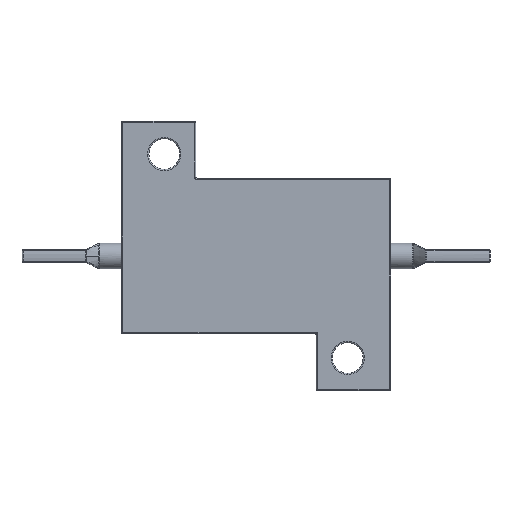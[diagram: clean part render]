
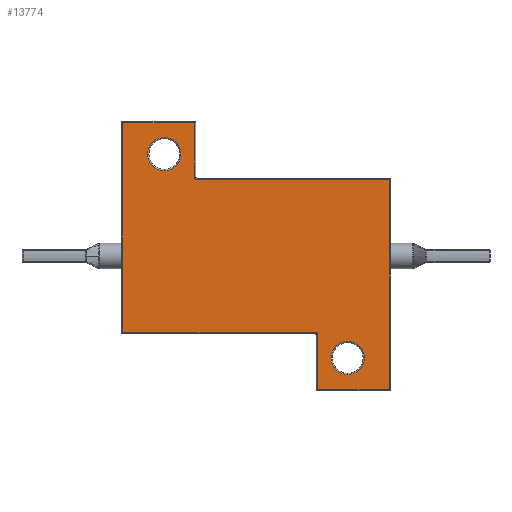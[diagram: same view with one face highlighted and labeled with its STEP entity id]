
A CAD part, front view. The second image highlights one B-rep face of the part: STEP entity #13774.
In plain terms, the highlighted planar face has unit normal (0, -1, 0).
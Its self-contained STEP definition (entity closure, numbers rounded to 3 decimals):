
#62 = CIRCLE ( 'NONE', #14117, 1.3 ) ;
#116 = ORIENTED_EDGE ( 'NONE', *, *, #2062, .T. ) ;
#158 = CARTESIAN_POINT ( 'NONE',  ( -7.15, 0., 7.95 ) ) ;
#175 = ORIENTED_EDGE ( 'NONE', *, *, #12524, .T. ) ;
#226 = CARTESIAN_POINT ( 'NONE',  ( 7.15, 0., -9.25 ) ) ;
#242 = CARTESIAN_POINT ( 'NONE',  ( -10.5, 0., -10.4 ) ) ;
#252 = VERTEX_POINT ( 'NONE', #5494 ) ;
#263 = VERTEX_POINT ( 'NONE', #16169 ) ;
#351 = DIRECTION ( 'NONE',  ( 1., 0., 0. ) ) ;
#369 = ORIENTED_EDGE ( 'NONE', *, *, #19205, .T. ) ;
#501 = CIRCLE ( 'NONE', #7520, 1.3 ) ;
#615 = DIRECTION ( 'NONE',  ( 0., 0., -1. ) ) ;
#873 = CARTESIAN_POINT ( 'NONE',  ( 4.8, 0., 6.05 ) ) ;
#1158 = DIRECTION ( 'NONE',  ( 0., -1., 0. ) ) ;
#1169 = EDGE_LOOP ( 'NONE', ( #4618, #11144, #175, #369, #11888, #10233, #12924, #13859, #12379 ) ) ;
#1291 = EDGE_CURVE ( 'NONE', #263, #21106, #6552, .T. ) ;
#1330 = CIRCLE ( 'NONE', #14649, 1.3 ) ;
#2035 = EDGE_CURVE ( 'NONE', #7185, #18016, #19025, .T. ) ;
#2062 = EDGE_CURVE ( 'NONE', #17473, #263, #4236, .T. ) ;
#2192 = VERTEX_POINT ( 'NONE', #21138 ) ;
#2687 = CARTESIAN_POINT ( 'NONE',  ( -7.15, 0., 7.95 ) ) ;
#2771 = VERTEX_POINT ( 'NONE', #16959 ) ;
#3531 = LINE ( 'NONE', #8825, #11576 ) ;
#3675 = CARTESIAN_POINT ( 'NONE',  ( -7.15, 0., 7.95 ) ) ;
#4003 = CARTESIAN_POINT ( 'NONE',  ( -7.15, 0., 6.65 ) ) ;
#4236 = CIRCLE ( 'NONE', #17198, 1.3 ) ;
#4296 = VECTOR ( 'NONE', #11547, 1000. ) ;
#4526 = DIRECTION ( 'NONE',  ( 0., 1., 0. ) ) ;
#4618 = ORIENTED_EDGE ( 'NONE', *, *, #2035, .F. ) ;
#4822 = DIRECTION ( 'NONE',  ( 0., 0., -1. ) ) ;
#5180 = DIRECTION ( 'NONE',  ( 0., 0., 1. ) ) ;
#5494 = CARTESIAN_POINT ( 'NONE',  ( 10.4, 0., -10.4 ) ) ;
#5507 = DIRECTION ( 'NONE',  ( 0., 0., -1. ) ) ;
#5519 = VERTEX_POINT ( 'NONE', #4003 ) ;
#5804 = EDGE_LOOP ( 'NONE', ( #12463, #13914, #14654 ) ) ;
#6147 = VECTOR ( 'NONE', #19009, 1000. ) ;
#6311 = VERTEX_POINT ( 'NONE', #6985 ) ;
#6416 = DIRECTION ( 'NONE',  ( 0., 0., -1. ) ) ;
#6427 = EDGE_CURVE ( 'NONE', #5519, #13299, #62, .T. ) ;
#6552 = CIRCLE ( 'NONE', #8014, 1.3 ) ;
#6944 = VERTEX_POINT ( 'NONE', #18978 ) ;
#6946 = DIRECTION ( 'NONE',  ( -1., 0., 0. ) ) ;
#6985 = CARTESIAN_POINT ( 'NONE',  ( 10.4, 0., 5.95 ) ) ;
#7091 = EDGE_CURVE ( 'NONE', #2771, #13071, #20648, .T. ) ;
#7185 = VERTEX_POINT ( 'NONE', #20994 ) ;
#7462 = CARTESIAN_POINT ( 'NONE',  ( 7.15, 0., -7.95 ) ) ;
#7520 = AXIS2_PLACEMENT_3D ( 'NONE', #2687, #4526, #8096 ) ;
#7522 = CARTESIAN_POINT ( 'NONE',  ( -4.6, 0., 6.15 ) ) ;
#7851 = DIRECTION ( 'NONE',  ( 0., 0., -1. ) ) ;
#8014 = AXIS2_PLACEMENT_3D ( 'NONE', #7462, #18129, #5507 ) ;
#8096 = DIRECTION ( 'NONE',  ( 0., 0., -1. ) ) ;
#8159 = CARTESIAN_POINT ( 'NONE',  ( 7.15, 0., -7.95 ) ) ;
#8182 = DIRECTION ( 'NONE',  ( 0., 0., -1. ) ) ;
#8221 = LINE ( 'NONE', #22368, #6147 ) ;
#8280 = CARTESIAN_POINT ( 'NONE',  ( -4.8, 0., 10.4 ) ) ;
#8342 = EDGE_CURVE ( 'NONE', #7185, #22365, #8221, .T. ) ;
#8821 = EDGE_CURVE ( 'NONE', #6311, #18016, #14257, .T. ) ;
#8825 = CARTESIAN_POINT ( 'NONE',  ( -10.5, 0., 10.4 ) ) ;
#9707 = DIRECTION ( 'NONE',  ( 0., 0., -1. ) ) ;
#10233 = ORIENTED_EDGE ( 'NONE', *, *, #7091, .T. ) ;
#10482 = AXIS2_PLACEMENT_3D ( 'NONE', #11704, #1158, #8182 ) ;
#10496 = AXIS2_PLACEMENT_3D ( 'NONE', #7522, #11347, #9707 ) ;
#11144 = ORIENTED_EDGE ( 'NONE', *, *, #8342, .T. ) ;
#11221 = FACE_BOUND ( 'NONE', #5804, .T. ) ;
#11347 = DIRECTION ( 'NONE',  ( 0., -1., 0. ) ) ;
#11547 = DIRECTION ( 'NONE',  ( 0., 0., -1. ) ) ;
#11567 = VERTEX_POINT ( 'NONE', #22383 ) ;
#11574 = EDGE_CURVE ( 'NONE', #2192, #2771, #19494, .T. ) ;
#11576 = VECTOR ( 'NONE', #15925, 1000. ) ;
#11704 = CARTESIAN_POINT ( 'NONE',  ( -10.5, 0., 6.05 ) ) ;
#11888 = ORIENTED_EDGE ( 'NONE', *, *, #11574, .T. ) ;
#11904 = CARTESIAN_POINT ( 'NONE',  ( -10.4, 0., -6.05 ) ) ;
#12379 = ORIENTED_EDGE ( 'NONE', *, *, #8821, .T. ) ;
#12452 = CARTESIAN_POINT ( 'NONE',  ( -10.5, 0., -5.95 ) ) ;
#12463 = ORIENTED_EDGE ( 'NONE', *, *, #18402, .T. ) ;
#12524 = EDGE_CURVE ( 'NONE', #22365, #6944, #3531, .T. ) ;
#12720 = EDGE_CURVE ( 'NONE', #13071, #252, #17843, .T. ) ;
#12924 = ORIENTED_EDGE ( 'NONE', *, *, #12720, .T. ) ;
#13071 = VERTEX_POINT ( 'NONE', #21262 ) ;
#13195 = VECTOR ( 'NONE', #5180, 1000. ) ;
#13299 = VERTEX_POINT ( 'NONE', #16261 ) ;
#13317 = FACE_BOUND ( 'NONE', #19434, .T. ) ;
#13434 = EDGE_CURVE ( 'NONE', #11567, #5519, #501, .T. ) ;
#13445 = FACE_OUTER_BOUND ( 'NONE', #1169, .T. ) ;
#13661 = ORIENTED_EDGE ( 'NONE', *, *, #18206, .T. ) ;
#13774 = ADVANCED_FACE ( 'NONE', ( #13317, #11221, #13445 ), #20474, .T. ) ;
#13859 = ORIENTED_EDGE ( 'NONE', *, *, #19011, .T. ) ;
#13914 = ORIENTED_EDGE ( 'NONE', *, *, #13434, .T. ) ;
#13991 = CARTESIAN_POINT ( 'NONE',  ( 5.85, 0., -7.95 ) ) ;
#14114 = VECTOR ( 'NONE', #20876, 1000. ) ;
#14117 = AXIS2_PLACEMENT_3D ( 'NONE', #158, #19597, #615 ) ;
#14257 = LINE ( 'NONE', #17725, #14579 ) ;
#14355 = LINE ( 'NONE', #17930, #13195 ) ;
#14579 = VECTOR ( 'NONE', #6946, 1000. ) ;
#14638 = CIRCLE ( 'NONE', #22721, 1.3 ) ;
#14649 = AXIS2_PLACEMENT_3D ( 'NONE', #3675, #16070, #17795 ) ;
#14654 = ORIENTED_EDGE ( 'NONE', *, *, #6427, .T. ) ;
#15925 = DIRECTION ( 'NONE',  ( -1., 0., 0. ) ) ;
#16070 = DIRECTION ( 'NONE',  ( 0., 1., 0. ) ) ;
#16169 = CARTESIAN_POINT ( 'NONE',  ( 8.45, 0., -7.95 ) ) ;
#16261 = CARTESIAN_POINT ( 'NONE',  ( -8.45, 0., 7.95 ) ) ;
#16959 = CARTESIAN_POINT ( 'NONE',  ( 4.8, 0., -5.95 ) ) ;
#17198 = AXIS2_PLACEMENT_3D ( 'NONE', #20022, #18525, #7851 ) ;
#17293 = CARTESIAN_POINT ( 'NONE',  ( -4.6, 0., 5.95 ) ) ;
#17473 = VERTEX_POINT ( 'NONE', #13991 ) ;
#17661 = ORIENTED_EDGE ( 'NONE', *, *, #1291, .T. ) ;
#17725 = CARTESIAN_POINT ( 'NONE',  ( -10.5, 0., 5.95 ) ) ;
#17795 = DIRECTION ( 'NONE',  ( 0., 0., -1. ) ) ;
#17843 = LINE ( 'NONE', #242, #17860 ) ;
#17860 = VECTOR ( 'NONE', #351, 1000. ) ;
#17930 = CARTESIAN_POINT ( 'NONE',  ( 10.4, 0., 6.05 ) ) ;
#18016 = VERTEX_POINT ( 'NONE', #17293 ) ;
#18129 = DIRECTION ( 'NONE',  ( 0., 1., 0. ) ) ;
#18206 = EDGE_CURVE ( 'NONE', #21106, #17473, #14638, .T. ) ;
#18402 = EDGE_CURVE ( 'NONE', #13299, #11567, #1330, .T. ) ;
#18525 = DIRECTION ( 'NONE',  ( 0., 1., 0. ) ) ;
#18599 = LINE ( 'NONE', #11904, #4296 ) ;
#18978 = CARTESIAN_POINT ( 'NONE',  ( -10.4, 0., 10.4 ) ) ;
#19009 = DIRECTION ( 'NONE',  ( 0., 0., 1. ) ) ;
#19011 = EDGE_CURVE ( 'NONE', #252, #6311, #14355, .T. ) ;
#19025 = CIRCLE ( 'NONE', #10496, 0.2 ) ;
#19205 = EDGE_CURVE ( 'NONE', #6944, #2192, #18599, .T. ) ;
#19387 = VECTOR ( 'NONE', #6416, 1000. ) ;
#19434 = EDGE_LOOP ( 'NONE', ( #116, #17661, #13661 ) ) ;
#19494 = LINE ( 'NONE', #12452, #14114 ) ;
#19597 = DIRECTION ( 'NONE',  ( 0., 1., 0. ) ) ;
#20022 = CARTESIAN_POINT ( 'NONE',  ( 7.15, 0., -7.95 ) ) ;
#20474 = PLANE ( 'NONE',  #10482 ) ;
#20648 = LINE ( 'NONE', #873, #19387 ) ;
#20876 = DIRECTION ( 'NONE',  ( 1., 0., 0. ) ) ;
#20994 = CARTESIAN_POINT ( 'NONE',  ( -4.8, 0., 6.15 ) ) ;
#21106 = VERTEX_POINT ( 'NONE', #226 ) ;
#21138 = CARTESIAN_POINT ( 'NONE',  ( -10.4, 0., -5.95 ) ) ;
#21262 = CARTESIAN_POINT ( 'NONE',  ( 4.8, 0., -10.4 ) ) ;
#22085 = DIRECTION ( 'NONE',  ( 0., 1., 0. ) ) ;
#22365 = VERTEX_POINT ( 'NONE', #8280 ) ;
#22368 = CARTESIAN_POINT ( 'NONE',  ( -4.8, 0., 6.05 ) ) ;
#22383 = CARTESIAN_POINT ( 'NONE',  ( -5.85, 0., 7.95 ) ) ;
#22721 = AXIS2_PLACEMENT_3D ( 'NONE', #8159, #22085, #4822 ) ;
